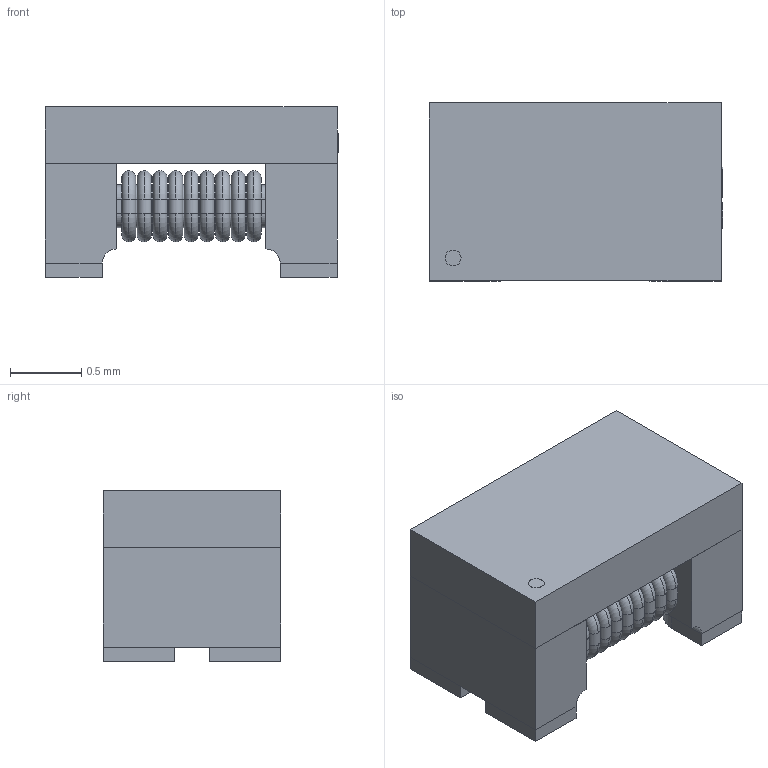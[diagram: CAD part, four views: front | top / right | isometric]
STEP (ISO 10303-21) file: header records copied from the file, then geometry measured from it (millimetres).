
FILE_DESCRIPTION (( 'STEP AP214' ), '1' );
FILE_NAME ('FILTER-ARRAY-SMD_0805-4P-L2.0-W1.3-BL_BWCU.step', '2022-06-24T02:41:55', ( '' ), ( '' ), 'SwSTEP 2.0', 'SolidWorks 2020', '' );
FILE_SCHEMA (( 'AUTOMOTIVE_DESIGN' ));
Length unit declared in the file: millimetre
Products named in the file (1): FILTER-ARRAY-SMD_0805-4P-L2.0-W1.3-BL_BWCU
Bounding box: 2.06 x 1.25 x 1.2 mm (x, y, z)
Volume: 2.4 mm3; surface area: 26.3 mm2
Topology: 15 solids, 15 shells, 486 faces, 1263 edges, 818 vertices
Faces by surface type: plane 218, bspline 112, cylinder 84, torus 72
Entity records: 21617 total; most frequent: CARTESIAN_POINT 4672, ORIENTED_EDGE 2526, DIRECTION 2097, EDGE_CURVE 1263, VERTEX_POINT 818, VECTOR 723, LINE 723, AXIS2_PLACEMENT_3D 687
